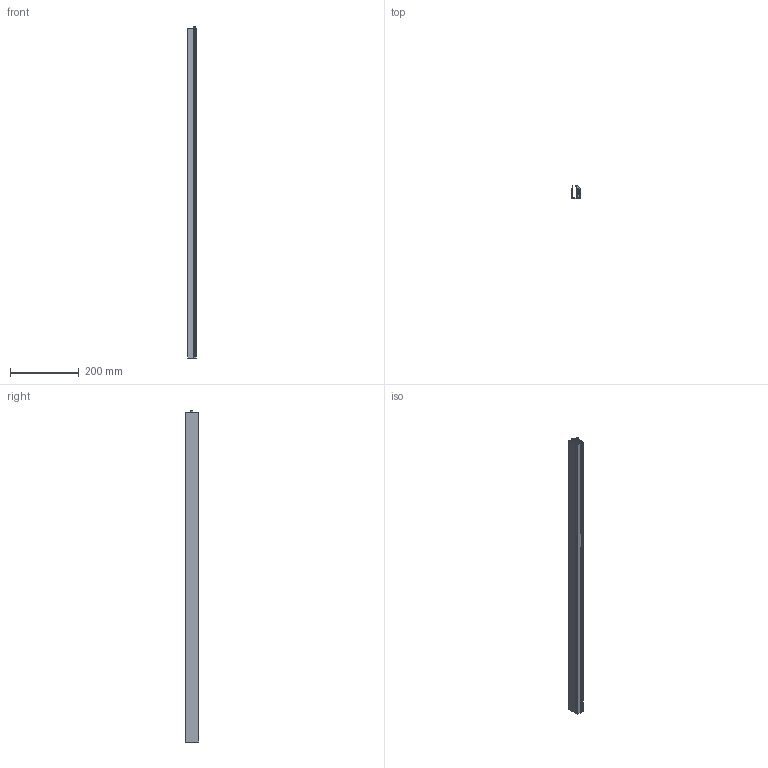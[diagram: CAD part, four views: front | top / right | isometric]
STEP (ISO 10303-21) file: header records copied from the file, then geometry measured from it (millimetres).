
FILE_DESCRIPTION (( 'STEP AP203' ), '1' );
FILE_NAME ('KG A10 schmal 959.STEP', '2025-03-07T15:13:47', ( '' ), ( '' ), 'SwSTEP 2.0', 'SolidWorks 2023', '' );
FILE_SCHEMA (( 'CONFIG_CONTROL_DESIGN' ));
Length unit declared in the file: millimetre
Products named in the file (5): Betätigungsteil_WA; Aussengehäuse_WA; KG A10 schmal 959; Innengeometrie_WA; Schutzprofil KG A10 schmal
Assembly tree (4 placements, depth 2):
  KG A10 schmal 959
    Schutzprofil KG A10 schmal
    Aussengehäuse_WA
    Betätigungsteil_WA
    Innengeometrie_WA
Bounding box: 24.65 x 38 x 967 mm (x, y, z)
Volume: 358873 mm3; surface area: 466138.8 mm2
Topology: 21 solids, 21 shells, 675 faces, 1891 edges, 1260 vertices
Faces by surface type: plane 343, bspline 290, cylinder 40, torus 2
Entity records: 35603 total; most frequent: CARTESIAN_POINT 19482, ORIENTED_EDGE 3782, DIRECTION 2181, EDGE_CURVE 1891, VERTEX_POINT 1260, LINE 1225, VECTOR 1225, EDGE_LOOP 757
